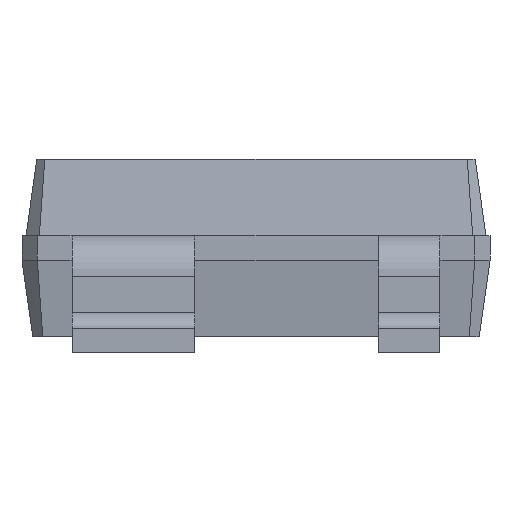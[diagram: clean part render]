
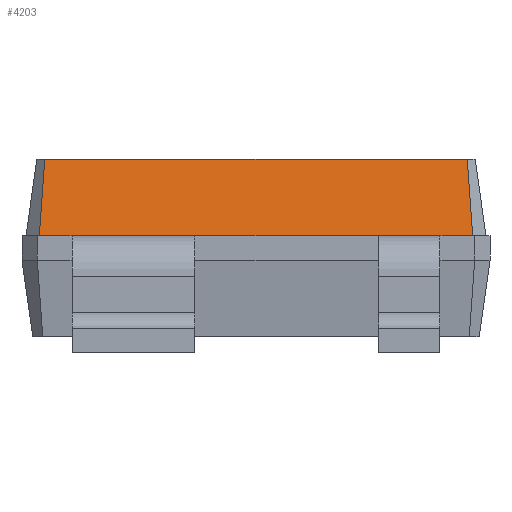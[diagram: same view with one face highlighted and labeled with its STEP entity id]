
A CAD part, left-side view. The second image highlights one B-rep face of the part: STEP entity #4203.
In plain terms, the highlighted planar face has unit normal (-0.99, 0, 0.139).
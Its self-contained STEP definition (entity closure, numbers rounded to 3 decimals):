
#327=PLANE('',#4439);
#539=FACE_OUTER_BOUND('',#764,.T.);
#764=EDGE_LOOP('',(#3892,#3893,#3894,#3895,#3896,#3897,#3898,#3899));
#1080=LINE('',#6594,#1579);
#1207=LINE('',#6881,#1706);
#1222=LINE('',#6926,#1721);
#1238=LINE('',#6975,#1737);
#1241=LINE('',#6981,#1740);
#1263=LINE('',#7025,#1762);
#1264=LINE('',#7027,#1763);
#1265=LINE('',#7028,#1764);
#1579=VECTOR('',#4947,1.);
#1706=VECTOR('',#5192,1.);
#1721=VECTOR('',#5229,1.);
#1737=VECTOR('',#5271,1.);
#1740=VECTOR('',#5280,10.);
#1762=VECTOR('',#5346,10.);
#1763=VECTOR('',#5349,1.);
#1764=VECTOR('',#5350,1.);
#2073=VERTEX_POINT('',#6591);
#2074=VERTEX_POINT('',#6593);
#2130=VERTEX_POINT('',#6764);
#2174=VERTEX_POINT('',#6876);
#2175=VERTEX_POINT('',#6880);
#2194=VERTEX_POINT('',#6924);
#2213=VERTEX_POINT('',#6972);
#2214=VERTEX_POINT('',#6974);
#2568=EDGE_CURVE('',#2074,#2073,#1080,.T.);
#2711=EDGE_CURVE('',#2174,#2175,#1207,.T.);
#2734=EDGE_CURVE('',#2194,#2130,#1222,.T.);
#2758=EDGE_CURVE('',#2213,#2214,#1238,.T.);
#2761=EDGE_CURVE('',#2130,#2073,#1241,.T.);
#2783=EDGE_CURVE('',#2174,#2074,#1263,.T.);
#2784=EDGE_CURVE('',#2214,#2194,#1264,.T.);
#2785=EDGE_CURVE('',#2175,#2213,#1265,.T.);
#3892=ORIENTED_EDGE('',*,*,#2711,.F.);
#3893=ORIENTED_EDGE('',*,*,#2783,.T.);
#3894=ORIENTED_EDGE('',*,*,#2568,.T.);
#3895=ORIENTED_EDGE('',*,*,#2761,.F.);
#3896=ORIENTED_EDGE('',*,*,#2734,.F.);
#3897=ORIENTED_EDGE('',*,*,#2784,.F.);
#3898=ORIENTED_EDGE('',*,*,#2758,.F.);
#3899=ORIENTED_EDGE('',*,*,#2785,.F.);
#4203=ADVANCED_FACE('',(#539),#327,.F.);
#4439=AXIS2_PLACEMENT_3D('',#7026,#5347,#5348);
#4947=DIRECTION('',(0.,1.,0.));
#5192=DIRECTION('',(0.,1.,0.));
#5229=DIRECTION('',(0.,1.,0.));
#5271=DIRECTION('',(0.,1.,0.));
#5280=DIRECTION('',(0.139,-0.069,0.988));
#5346=DIRECTION('',(0.139,0.069,0.988));
#5347=DIRECTION('center_axis',(0.99,0.,-0.139));
#5348=DIRECTION('ref_axis',(-0.139,0.,-0.99));
#5349=DIRECTION('',(0.,1.,0.));
#5350=DIRECTION('',(0.,1.,0.));
#6591=CARTESIAN_POINT('',(-0.708,1.309,1.2));
#6593=CARTESIAN_POINT('',(-0.708,-1.309,1.2));
#6594=CARTESIAN_POINT('',(-0.708,-1.309,1.2));
#6764=CARTESIAN_POINT('',(-0.775,1.343,0.725));
#6876=CARTESIAN_POINT('',(-0.775,-1.343,0.725));
#6880=CARTESIAN_POINT('',(-0.775,-1.14,0.725));
#6881=CARTESIAN_POINT('',(-0.775,-1.343,0.725));
#6924=CARTESIAN_POINT('',(-0.775,1.14,0.725));
#6926=CARTESIAN_POINT('',(-0.775,-1.343,0.725));
#6972=CARTESIAN_POINT('',(-0.775,-0.76,0.725));
#6974=CARTESIAN_POINT('',(-0.775,0.38,0.725));
#6975=CARTESIAN_POINT('',(-0.775,-1.343,0.725));
#6981=CARTESIAN_POINT('',(-0.775,1.343,0.725));
#7025=CARTESIAN_POINT('',(-0.775,-1.343,0.725));
#7026=CARTESIAN_POINT('Origin',(-0.775,0.,0.725));
#7027=CARTESIAN_POINT('',(-0.775,-1.343,0.725));
#7028=CARTESIAN_POINT('',(-0.775,-1.343,0.725));
